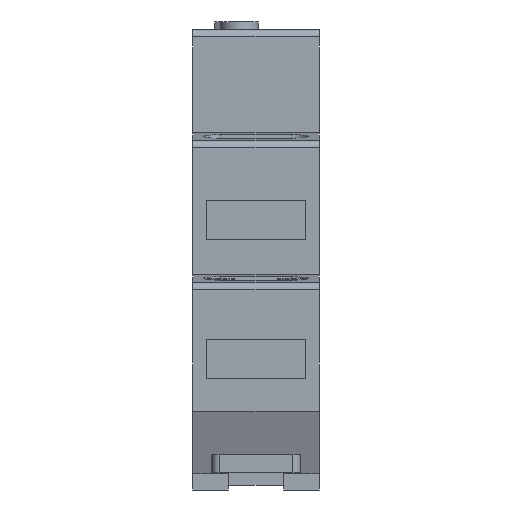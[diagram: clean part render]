
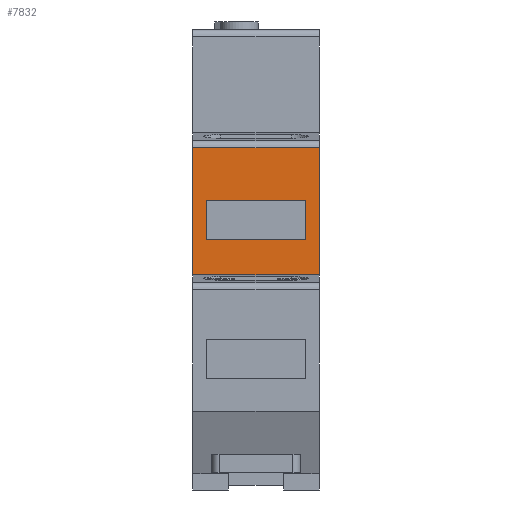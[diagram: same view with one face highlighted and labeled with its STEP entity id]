
A CAD part, front view. The second image highlights one B-rep face of the part: STEP entity #7832.
In plain terms, the highlighted planar face has unit normal (0, -1, 0).
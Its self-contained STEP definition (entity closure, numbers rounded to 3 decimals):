
#284 = DIRECTION ( 'NONE',  ( 1., 0., 0. ) ) ;
#505 = VECTOR ( 'NONE', #284, 1000. ) ;
#641 = LINE ( 'NONE', #3046, #505 ) ;
#726 = LINE ( 'NONE', #9642, #3160 ) ;
#816 = LINE ( 'NONE', #10053, #5706 ) ;
#841 = CARTESIAN_POINT ( 'NONE',  ( 17.8, 7.775, 30.3 ) ) ;
#1105 = LINE ( 'NONE', #841, #4386 ) ;
#1194 = ORIENTED_EDGE ( 'NONE', *, *, #3346, .T. ) ;
#1204 = CARTESIAN_POINT ( 'NONE',  ( 1.9, 7.775, 35.3 ) ) ;
#1235 = EDGE_CURVE ( 'NONE', #3411, #9399, #641, .T. ) ;
#1260 = DIRECTION ( 'NONE',  ( 0., 0., 1. ) ) ;
#1600 = EDGE_CURVE ( 'NONE', #10958, #3411, #3351, .T. ) ;
#1839 = DIRECTION ( 'NONE',  ( 0., 0., -1. ) ) ;
#1873 = DIRECTION ( 'NONE',  ( 0., 0., 1. ) ) ;
#1922 = CARTESIAN_POINT ( 'NONE',  ( 1.9, 7.775, 35.3 ) ) ;
#1966 = LINE ( 'NONE', #8271, #8846 ) ;
#1991 = CARTESIAN_POINT ( 'NONE',  ( 0., 7.775, 30.3 ) ) ;
#2156 = CARTESIAN_POINT ( 'NONE',  ( 17.8, 7.775, 48.2 ) ) ;
#2254 = VERTEX_POINT ( 'NONE', #2156 ) ;
#2270 = ORIENTED_EDGE ( 'NONE', *, *, #11305, .F. ) ;
#2752 = CARTESIAN_POINT ( 'NONE',  ( 0., 7.775, 48.2 ) ) ;
#2934 = DIRECTION ( 'NONE',  ( -1., 0., 0. ) ) ;
#3046 = CARTESIAN_POINT ( 'NONE',  ( 1.9, 7.775, 40.8 ) ) ;
#3160 = VECTOR ( 'NONE', #3270, 1000. ) ;
#3270 = DIRECTION ( 'NONE',  ( 0., 0., -1. ) ) ;
#3335 = EDGE_LOOP ( 'NONE', ( #3660, #10924, #10620, #3493 ) ) ;
#3346 = EDGE_CURVE ( 'NONE', #4910, #10439, #726, .T. ) ;
#3351 = LINE ( 'NONE', #1922, #4777 ) ;
#3411 = VERTEX_POINT ( 'NONE', #10697 ) ;
#3493 = ORIENTED_EDGE ( 'NONE', *, *, #11291, .T. ) ;
#3563 = LINE ( 'NONE', #8419, #4988 ) ;
#3623 = CARTESIAN_POINT ( 'NONE',  ( 17.8, 7.775, 30.3 ) ) ;
#3660 = ORIENTED_EDGE ( 'NONE', *, *, #1600, .T. ) ;
#4140 = CARTESIAN_POINT ( 'NONE',  ( 17.8, 7.775, 30.3 ) ) ;
#4228 = EDGE_CURVE ( 'NONE', #2254, #4910, #3563, .T. ) ;
#4386 = VECTOR ( 'NONE', #1839, 1000. ) ;
#4777 = VECTOR ( 'NONE', #1873, 1000. ) ;
#4910 = VERTEX_POINT ( 'NONE', #2752 ) ;
#4919 = FACE_OUTER_BOUND ( 'NONE', #10887, .T. ) ;
#4947 = EDGE_CURVE ( 'NONE', #2254, #8153, #1105, .T. ) ;
#4988 = VECTOR ( 'NONE', #2934, 1000. ) ;
#5235 = CARTESIAN_POINT ( 'NONE',  ( 15.9, 7.775, 35.3 ) ) ;
#5355 = FACE_BOUND ( 'NONE', #3335, .T. ) ;
#5618 = DIRECTION ( 'NONE',  ( 0., 0., -1. ) ) ;
#5706 = VECTOR ( 'NONE', #7306, 1000. ) ;
#6156 = ORIENTED_EDGE ( 'NONE', *, *, #4228, .T. ) ;
#6495 = AXIS2_PLACEMENT_3D ( 'NONE', #4140, #11496, #1260 ) ;
#7306 = DIRECTION ( 'NONE',  ( -1., 0., 0. ) ) ;
#7438 = ORIENTED_EDGE ( 'NONE', *, *, #4947, .F. ) ;
#7832 = ADVANCED_FACE ( 'NONE', ( #4919, #5355 ), #8467, .F. ) ;
#8153 = VERTEX_POINT ( 'NONE', #3623 ) ;
#8271 = CARTESIAN_POINT ( 'NONE',  ( 1.9, 7.775, 35.3 ) ) ;
#8419 = CARTESIAN_POINT ( 'NONE',  ( 17.8, 7.775, 48.2 ) ) ;
#8467 = PLANE ( 'NONE',  #6495 ) ;
#8846 = VECTOR ( 'NONE', #9091, 1000. ) ;
#9091 = DIRECTION ( 'NONE',  ( -1., 0., 0. ) ) ;
#9114 = EDGE_CURVE ( 'NONE', #9399, #9721, #11208, .T. ) ;
#9399 = VERTEX_POINT ( 'NONE', #9514 ) ;
#9495 = VECTOR ( 'NONE', #5618, 1000. ) ;
#9514 = CARTESIAN_POINT ( 'NONE',  ( 15.9, 7.775, 40.8 ) ) ;
#9642 = CARTESIAN_POINT ( 'NONE',  ( 0., 7.775, 30.3 ) ) ;
#9721 = VERTEX_POINT ( 'NONE', #5235 ) ;
#10053 = CARTESIAN_POINT ( 'NONE',  ( 17.8, 7.775, 30.3 ) ) ;
#10439 = VERTEX_POINT ( 'NONE', #1991 ) ;
#10620 = ORIENTED_EDGE ( 'NONE', *, *, #9114, .T. ) ;
#10697 = CARTESIAN_POINT ( 'NONE',  ( 1.9, 7.775, 40.8 ) ) ;
#10887 = EDGE_LOOP ( 'NONE', ( #1194, #2270, #7438, #6156 ) ) ;
#10924 = ORIENTED_EDGE ( 'NONE', *, *, #1235, .T. ) ;
#10958 = VERTEX_POINT ( 'NONE', #1204 ) ;
#11119 = CARTESIAN_POINT ( 'NONE',  ( 15.9, 7.775, 35.3 ) ) ;
#11208 = LINE ( 'NONE', #11119, #9495 ) ;
#11291 = EDGE_CURVE ( 'NONE', #9721, #10958, #1966, .T. ) ;
#11305 = EDGE_CURVE ( 'NONE', #8153, #10439, #816, .T. ) ;
#11496 = DIRECTION ( 'NONE',  ( 0., 1., 0. ) ) ;
